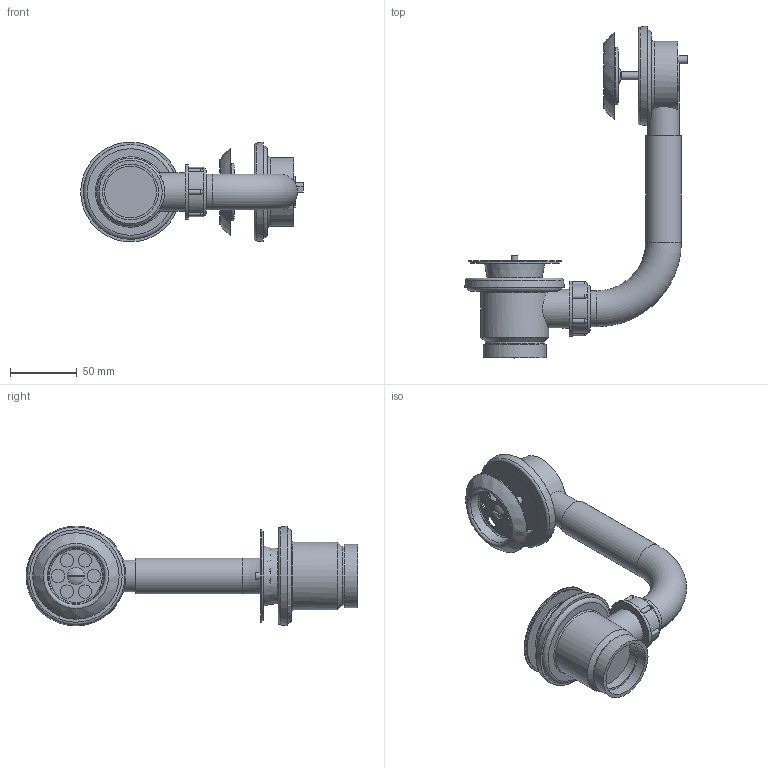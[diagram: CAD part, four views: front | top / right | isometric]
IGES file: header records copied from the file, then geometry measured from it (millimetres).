
Global section: file name: No Iges File Name specified; native system: Autodesk Inventor 2012; preprocessor: AutoDesk Inventor Iges Exporter R2012; author: mblakey; date: 20110818.104538; units: millimetre
Bounding box: 167.3 x 249.5 x 75 mm (x, y, z)
Volume: 268098.5 mm3; surface area: 93095 mm2
Topology: 1 solids, 3 shells, 135 faces, 293 edges, 186 vertices
Faces by surface type: plane 46, cylinder 28, revolution 28, cone 15, torus 8, sphere 8, bspline 2
Full cylindrical faces by diameter (mm): 5 x1, 6 x2, 23.811 x1, 27 x2, 29 x1, 37 x2, 40.4 x2, 41.5 x1, 44.2 x1, 47.5 x1, 51 x1, 67 x1, 70 x1
